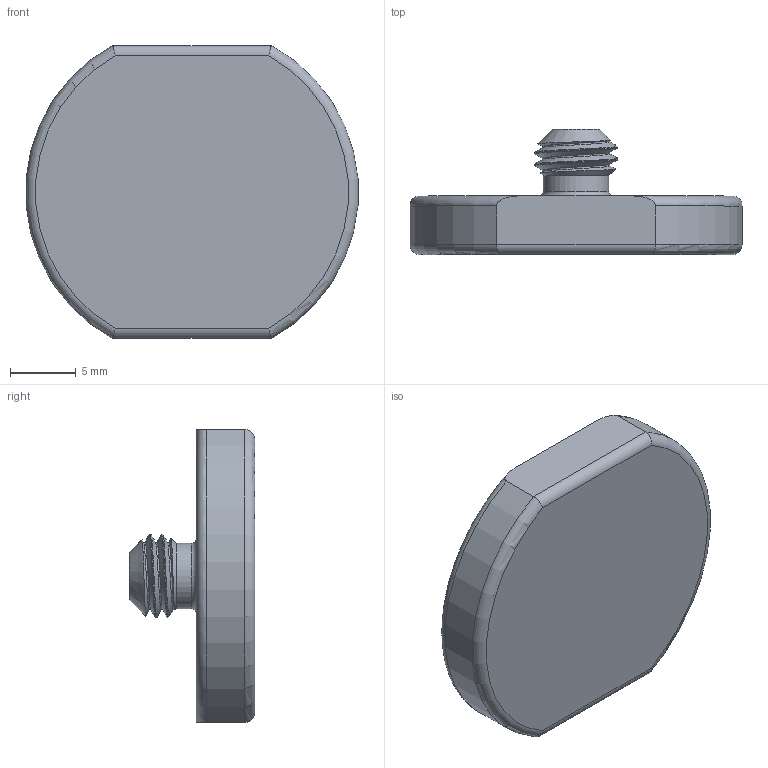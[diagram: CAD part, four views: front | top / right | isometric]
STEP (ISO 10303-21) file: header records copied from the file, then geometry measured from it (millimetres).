
FILE_DESCRIPTION(/* description */ (''),/* implementation_level */ '2;1');
FILE_NAME(/* name */ 'MH102-1A.stp',/* time_stamp */ '2017-05-05T17:28:21-04:00',/* author */ ('aneininger'),/* organization */ ('CONNECTION TECHNOLOGY CENTER'),/* preprocessor_version */ 'ST-DEVELOPER v16.5',/* originating_system */ 'Autodesk Inventor 2017',/* authorisation */ '');
FILE_SCHEMA (('AUTOMOTIVE_DESIGN { 1 0 10303 214 3 1 1 }'));
Length unit declared in the file: inch
Products named in the file (1): MH102-1A
Bounding box: 25.19 x 9.53 x 22.23 mm (x, y, z)
Volume: 2213.5 mm3; surface area: 1367.4 mm2
Topology: 1 solids, 1 shells, 25 faces, 58 edges, 37 vertices
Faces by surface type: plane 6, bspline 5, torus 5, cylinder 5, cone 4
Full cylindrical faces by diameter (mm): 4.953 x1
Entity records: 1716 total; most frequent: CARTESIAN_POINT 1220, ORIENTED_EDGE 92, DIRECTION 74, EDGE_CURVE 46, AXIS2_PLACEMENT_3D 32, VERTEX_POINT 31, EDGE_LOOP 29, FACE_OUTER_BOUND 23
